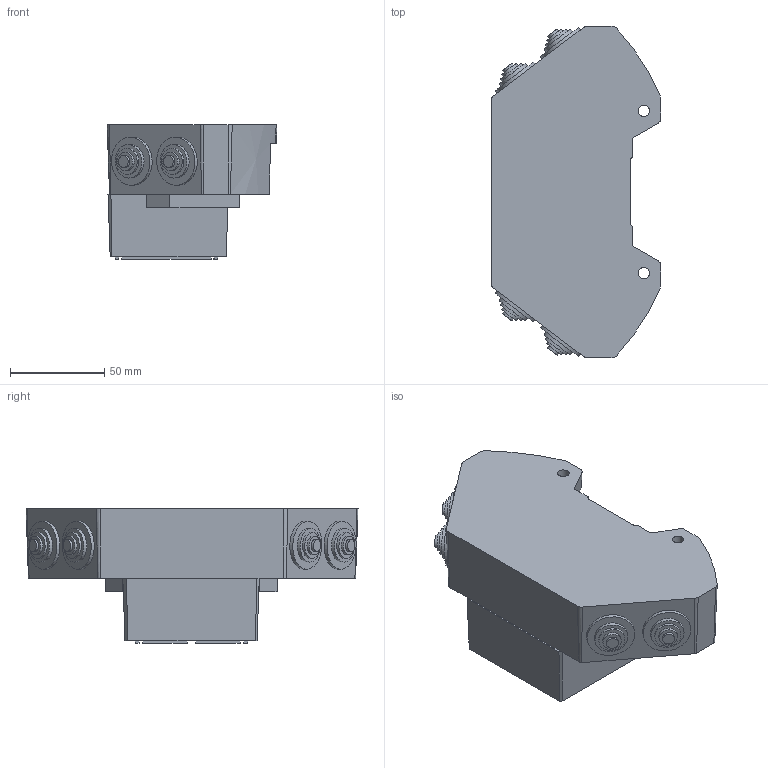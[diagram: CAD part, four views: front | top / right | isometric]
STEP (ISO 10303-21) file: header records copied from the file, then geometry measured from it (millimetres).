
FILE_DESCRIPTION(/* description */ ('','CAx-IF Rec.Pracs.---Representation and Presentation of Product Manufacturing Information (PMI)---4.0---2014-10-13'),/* implementation_level */ '2;1');
FILE_NAME(/* name */ '77880 Adapter box.stp',/* time_stamp */ '2021-06-18T10:34:35+02:00',/* author */ ('guzb562'),/* organization */ (''),/* preprocessor_version */ 'ST-DEVELOPER v18.1',/* originating_system */ 'Autodesk Inventor 2021',/* authorisation */ '');
FILE_SCHEMA (('AP242_MANAGED_MODEL_BASED_3D_ENGINEERING_MIM_LF { 1 0 10303 442 1 1 4 }'));
Length unit declared in the file: millimetre
Products named in the file (1): 77880 Adapter box
Bounding box: 90 x 176 x 71.5 mm (x, y, z)
Volume: 576510.2 mm3; surface area: 56263.9 mm2
Topology: 1 solids, 1 shells, 177 faces, 669 edges, 778 vertices
Faces by surface type: plane 117, cylinder 37, bspline 15, cone 8
Full cylindrical faces by diameter (mm): 1.403 x5, 6.09 x2, 6.4 x4, 6.478 x4, 9.9 x4, 13.9 x4, 17.7 x4, 19.498 x1, 25.5 x4
Entity records: 8280 total; most frequent: CARTESIAN_POINT 3147, DIRECTION 1025, ORIENTED_EDGE 798, EDGE_CURVE 399, AXIS2_PLACEMENT_3D 381, STYLED_ITEM 283, VERTEX_POINT 264, LINE 263
